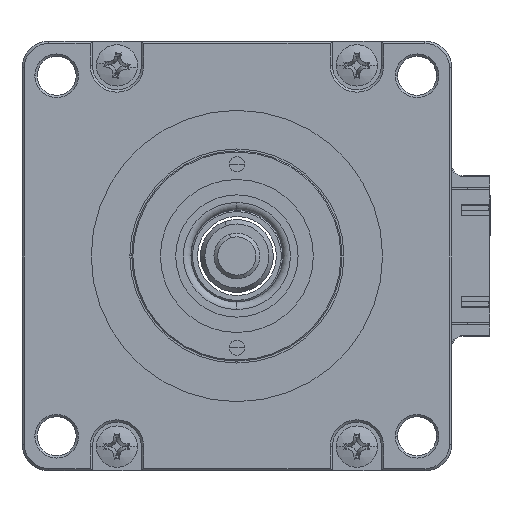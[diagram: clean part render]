
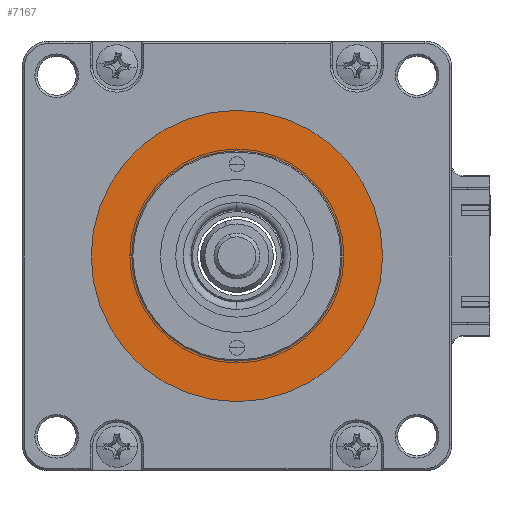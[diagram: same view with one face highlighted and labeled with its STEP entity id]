
A CAD part, left-side view. The second image highlights one B-rep face of the part: STEP entity #7167.
In plain terms, the highlighted planar face has unit normal (-1, 0, 0).
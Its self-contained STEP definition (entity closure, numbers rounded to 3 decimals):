
#453 = CARTESIAN_POINT ( 'NONE',  ( -32.623, -14.578, 48.3 ) ) ;
#741 = VERTEX_POINT ( 'NONE', #8016 ) ;
#902 = EDGE_LOOP ( 'NONE', ( #5616, #8964 ) ) ;
#906 = EDGE_CURVE ( 'NONE', #2416, #741, #2594, .T. ) ;
#946 = CARTESIAN_POINT ( 'NONE',  ( -32.623, 29.072, 72.9 ) ) ;
#1391 = CARTESIAN_POINT ( 'NONE',  ( -32.623, 4.472, 48.3 ) ) ;
#1930 = EDGE_CURVE ( 'NONE', #7452, #5271, #2402, .T. ) ;
#2165 = CARTESIAN_POINT ( 'NONE',  ( -32.623, 23.522, 48.3 ) ) ;
#2378 = ORIENTED_EDGE ( 'NONE', *, *, #1930, .T. ) ;
#2402 = CIRCLE ( 'NONE', #4665, 19.05 ) ;
#2416 = VERTEX_POINT ( 'NONE', #5005 ) ;
#2594 = CIRCLE ( 'NONE', #4642, 13.75 ) ;
#2774 = FACE_BOUND ( 'NONE', #902, .T. ) ;
#3131 = DIRECTION ( 'NONE',  ( -1., 0., 0. ) ) ;
#4289 = AXIS2_PLACEMENT_3D ( 'NONE', #5960, #13159, #7004 ) ;
#4291 = EDGE_CURVE ( 'NONE', #5271, #7452, #12974, .T. ) ;
#4642 = AXIS2_PLACEMENT_3D ( 'NONE', #7751, #6116, #6161 ) ;
#4665 = AXIS2_PLACEMENT_3D ( 'NONE', #1391, #7441, #9790 ) ;
#5005 = CARTESIAN_POINT ( 'NONE',  ( -32.623, 18.222, 48.3 ) ) ;
#5109 = CARTESIAN_POINT ( 'NONE',  ( -32.623, 4.472, 48.3 ) ) ;
#5271 = VERTEX_POINT ( 'NONE', #453 ) ;
#5616 = ORIENTED_EDGE ( 'NONE', *, *, #906, .F. ) ;
#5825 = CIRCLE ( 'NONE', #4289, 13.75 ) ;
#5870 = EDGE_CURVE ( 'NONE', #741, #2416, #5825, .T. ) ;
#5960 = CARTESIAN_POINT ( 'NONE',  ( -32.623, 4.472, 48.3 ) ) ;
#6116 = DIRECTION ( 'NONE',  ( -1., 0., 0. ) ) ;
#6161 = DIRECTION ( 'NONE',  ( 0., -1., 0. ) ) ;
#6186 = DIRECTION ( 'NONE',  ( 0., -1., 0. ) ) ;
#6320 = PLANE ( 'NONE',  #11342 ) ;
#7004 = DIRECTION ( 'NONE',  ( 0., -1., 0. ) ) ;
#7167 = ADVANCED_FACE ( 'NONE', ( #2774, #12908 ), #6320, .T. ) ;
#7441 = DIRECTION ( 'NONE',  ( -1., 0., 0. ) ) ;
#7452 = VERTEX_POINT ( 'NONE', #2165 ) ;
#7751 = CARTESIAN_POINT ( 'NONE',  ( -32.623, 4.472, 48.3 ) ) ;
#8016 = CARTESIAN_POINT ( 'NONE',  ( -32.623, -9.278, 48.3 ) ) ;
#8964 = ORIENTED_EDGE ( 'NONE', *, *, #5870, .F. ) ;
#9790 = DIRECTION ( 'NONE',  ( 0., -1., 0. ) ) ;
#10403 = ORIENTED_EDGE ( 'NONE', *, *, #4291, .T. ) ;
#10478 = DIRECTION ( 'NONE',  ( 0., -1., 0. ) ) ;
#11055 = EDGE_LOOP ( 'NONE', ( #10403, #2378 ) ) ;
#11342 = AXIS2_PLACEMENT_3D ( 'NONE', #946, #3131, #10478 ) ;
#12395 = DIRECTION ( 'NONE',  ( -1., 0., 0. ) ) ;
#12908 = FACE_OUTER_BOUND ( 'NONE', #11055, .T. ) ;
#12974 = CIRCLE ( 'NONE', #12997, 19.05 ) ;
#12997 = AXIS2_PLACEMENT_3D ( 'NONE', #5109, #12395, #6186 ) ;
#13159 = DIRECTION ( 'NONE',  ( -1., 0., 0. ) ) ;
